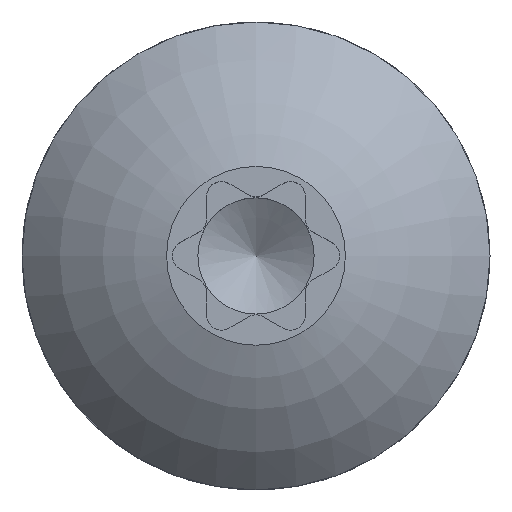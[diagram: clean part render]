
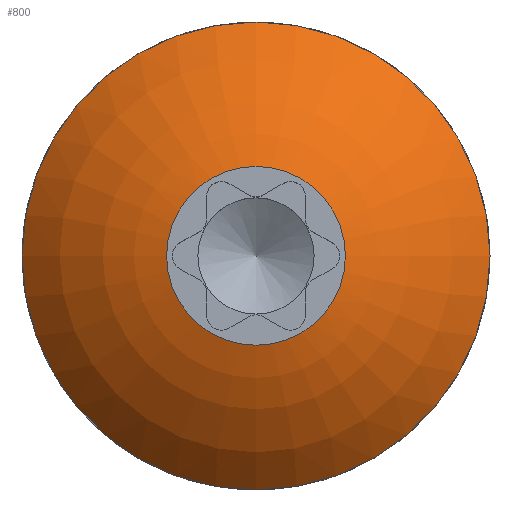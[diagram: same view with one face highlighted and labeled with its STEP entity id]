
A CAD part, top view. The second image highlights one B-rep face of the part: STEP entity #800.
In plain terms, the highlighted toroidal (fillet/blend) face has major radius 0.299 mm and minor radius 10.791 mm.
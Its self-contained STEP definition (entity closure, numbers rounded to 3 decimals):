
#20 = AXIS2_PLACEMENT_3D ( 'NONE', #1491, #3207, #2850 ) ;
#242 = CIRCLE ( 'NONE', #20, 7.85 ) ;
#322 = AXIS2_PLACEMENT_3D ( 'NONE', #3473, #1787, #3140 ) ;
#403 = CARTESIAN_POINT ( 'NONE',  ( 0., 0., -6.575 ) ) ;
#437 = EDGE_LOOP ( 'NONE', ( #2688 ) ) ;
#559 = VERTEX_POINT ( 'NONE', #904 ) ;
#675 = DIRECTION ( 'NONE',  ( 0., 0., -1. ) ) ;
#715 = FACE_OUTER_BOUND ( 'NONE', #3025, .T. ) ;
#800 = ADVANCED_FACE ( 'NONE', ( #715, #2452 ), #4251, .T. ) ;
#904 = CARTESIAN_POINT ( 'NONE',  ( -7.85, 0., 0.5 ) ) ;
#1491 = CARTESIAN_POINT ( 'NONE',  ( 0., 0., 0.5 ) ) ;
#1740 = ORIENTED_EDGE ( 'NONE', *, *, #1752, .F. ) ;
#1752 = EDGE_CURVE ( 'NONE', #559, #559, #242, .T. ) ;
#1787 = DIRECTION ( 'NONE',  ( 0., 0., -1. ) ) ;
#2452 = FACE_OUTER_BOUND ( 'NONE', #437, .T. ) ;
#2688 = ORIENTED_EDGE ( 'NONE', *, *, #3911, .T. ) ;
#2803 = DIRECTION ( 'NONE',  ( 1., 0., 0. ) ) ;
#2850 = DIRECTION ( 'NONE',  ( -1., 0., 0. ) ) ;
#3009 = VERTEX_POINT ( 'NONE', #4376 ) ;
#3025 = EDGE_LOOP ( 'NONE', ( #1740 ) ) ;
#3140 = DIRECTION ( 'NONE',  ( -1., 0., 0. ) ) ;
#3207 = DIRECTION ( 'NONE',  ( 0., 0., -1. ) ) ;
#3473 = CARTESIAN_POINT ( 'NONE',  ( 0., 0., 3.7 ) ) ;
#3911 = EDGE_CURVE ( 'NONE', #3009, #3009, #4182, .T. ) ;
#4039 = AXIS2_PLACEMENT_3D ( 'NONE', #403, #675, #2803 ) ;
#4182 = CIRCLE ( 'NONE', #322, 3. ) ;
#4251 = TOROIDAL_SURFACE ( 'NONE', #4039, -0.299, 10.791 ) ;
#4376 = CARTESIAN_POINT ( 'NONE',  ( -3., 0., 3.7 ) ) ;
